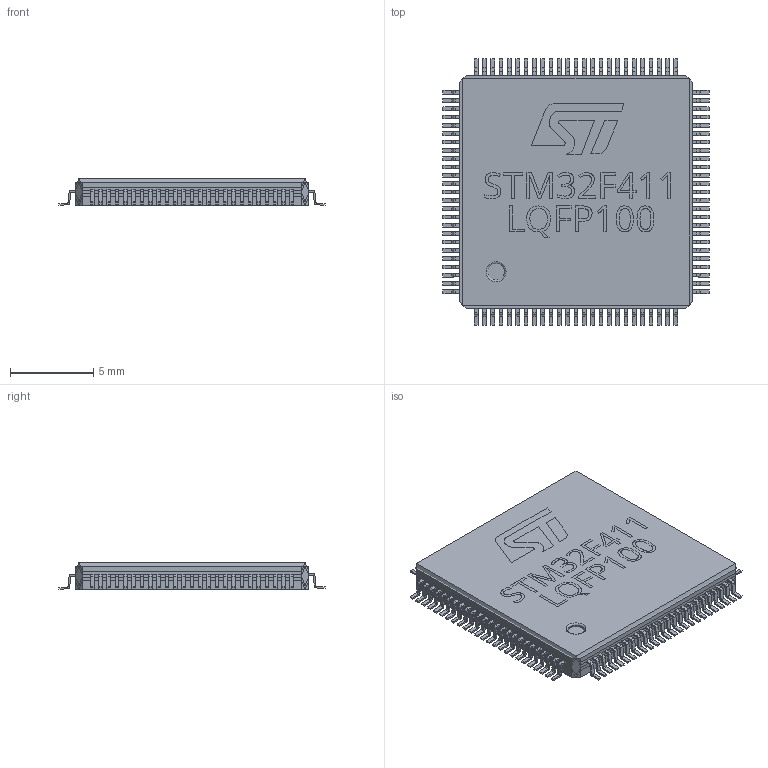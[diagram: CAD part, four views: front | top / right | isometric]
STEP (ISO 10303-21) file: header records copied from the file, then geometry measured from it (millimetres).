
FILE_DESCRIPTION(('FreeCAD Model'),'2;1');
FILE_NAME('STM32F411-LQFP100.step', '2019-03-11T09:58:42',('Author'),(''), 'Open CASCADE STEP processor 7.2','FreeCAD','Unknown');
FILE_SCHEMA(('AUTOMOTIVE_DESIGN { 1 0 10303 214 1 1 1 1 }'));
Length unit declared in the file: millimetre
Products named in the file (15): Left_Lead; Bottom_Lead; Right_Lead; Top_Lead; Body; Fillet; Logo_Part1; Logo_Part2; Pocket; Pocket001; Pad; Device_Name; Pocket002; Package_Name; Logo_Part3
Bounding box: 16.01 x 16.01 x 1.6 mm (x, y, z)
Surface area: 2876.6 mm2
Topology: 125 solids, 125 shells, 2605 faces, 5422 edges, 3070 vertices
Faces by surface type: plane 2066, cylinder 412, extrusion 125, torus 2
Full cylindrical faces by diameter (mm): 1 x3
Entity records: 138897 total; most frequent: CARTESIAN_POINT 26084, DIRECTION 20854, VECTOR 13825, LINE 13700, ORIENTED_EDGE 10844, PCURVE 10844, DEFINITIONAL_REPRESENTATION 10844, EDGE_CURVE 5422
